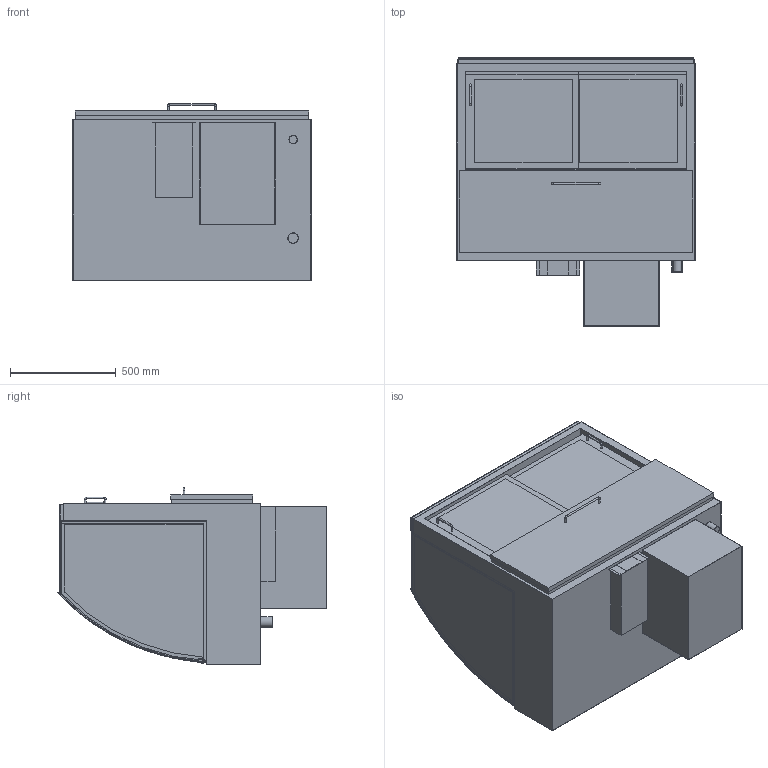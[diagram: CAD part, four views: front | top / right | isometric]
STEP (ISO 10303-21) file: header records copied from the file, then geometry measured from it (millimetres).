
FILE_DESCRIPTION(/* description */ ('Einbaukühlvitrine, Tortenzug: eigengekühlt'),/* implementation_level */ '2;1');
FILE_NAME(/* name */ '3D-AKE-00006221.stp',/* time_stamp */ '2024-06-04T10:12:13+02:00',/* author */ ('julian.lux'),/* organization */ (''),/* preprocessor_version */ 'ST-DEVELOPER v18.1',/* originating_system */ 'Autodesk Inventor 2020',/* authorisation */ '');
FILE_SCHEMA (('AUTOMOTIVE_DESIGN { 1 0 10303 214 3 1 1 }'));
Length unit declared in the file: millimetre
Products named in the file (1): 3D-AKE-00006221
Bounding box: 1125 x 1267.84 x 835 mm (x, y, z)
Volume: 91432279.2 mm3; surface area: 21961108 mm2
Topology: 42 solids, 43 shells, 475 faces, 1164 edges, 780 vertices
Faces by surface type: plane 404, cylinder 65, torus 6
Full cylindrical faces by diameter (mm): 8 x9, 38 x1, 40 x1, 41 x2, 48 x1, 50 x1
Entity records: 13938 total; most frequent: CARTESIAN_POINT 2420, ORIENTED_EDGE 2328, DIRECTION 2298, EDGE_CURVE 1164, LINE 982, VECTOR 982, VERTEX_POINT 780, AXIS2_PLACEMENT_3D 658
